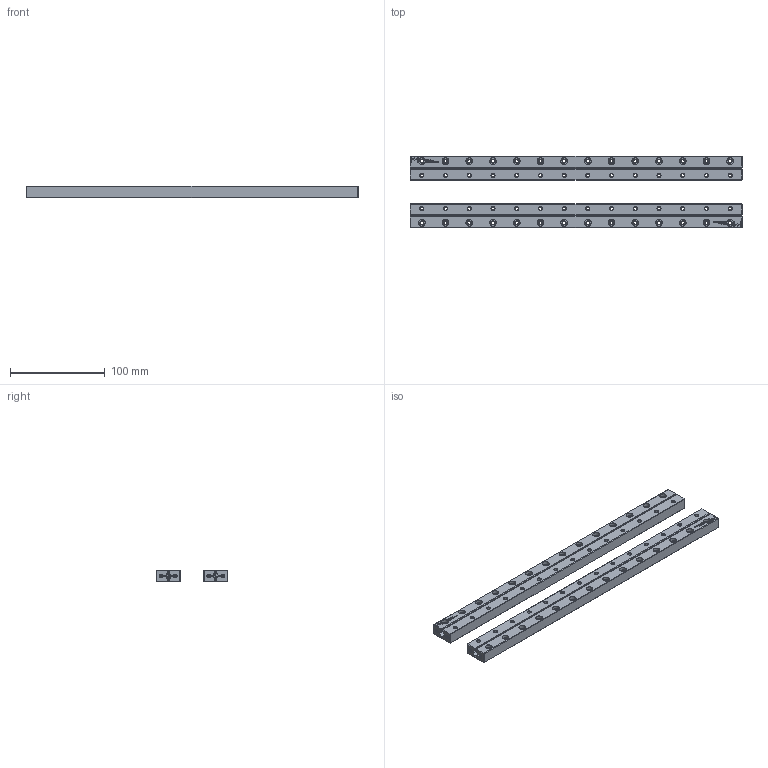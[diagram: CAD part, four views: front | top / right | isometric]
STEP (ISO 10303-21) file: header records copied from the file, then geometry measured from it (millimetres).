
FILE_DESCRIPTION(/* description */ (''),/* implementation_level */ '2;1');
FILE_NAME(/* name */ 'Set RNG-6350x32KRE-ACC_stp.stp',/* time_stamp */ '2025-05-14T09:27:19+02:00',/* author */ (''),/* organization */ (''),/* preprocessor_version */ 'ST-DEVELOPER v16.7',/* originating_system */ 'SIEMENS PLM Software NX 12.0',/* authorisation */ '');
FILE_SCHEMA (('AUTOMOTIVE_DESIGN { 1 0 10303 214 3 1 1 1 }'));
Products named in the file (1): Set RNG-6350x32KRE-ACC_stp
Bounding box: 350 x 75 x 12 mm (x, y, z)
Volume: 169764.8 mm3; surface area: 93109.7 mm2
Topology: 24 solids, 24 shells, 6192 faces, 17704 edges, 11740 vertices
Faces by surface type: plane 5308, bspline 360, cylinder 292, cone 232
Full cylindrical faces by diameter (mm): 0.8 x48, 2.26 x8, 3.2 x8, 3.3 x56, 4 x8, 6 x8, 7 x56
Entity records: 206094 total; most frequent: CARTESIAN_POINT 40069, ORIENTED_EDGE 34344, DIRECTION 28934, EDGE_CURVE 17172, LINE 15572, VECTOR 15572, VERTEX_POINT 11640, EDGE_LOOP 6988
